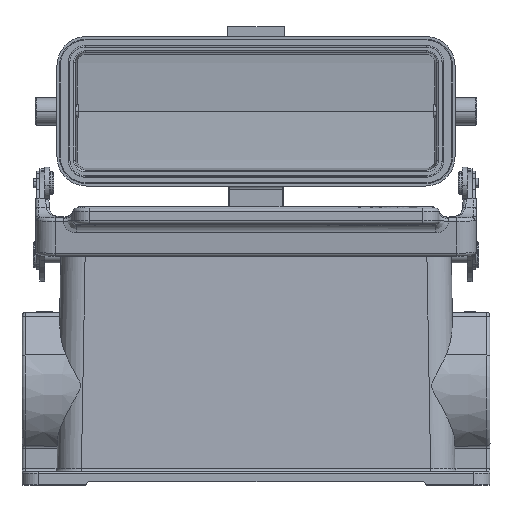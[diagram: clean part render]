
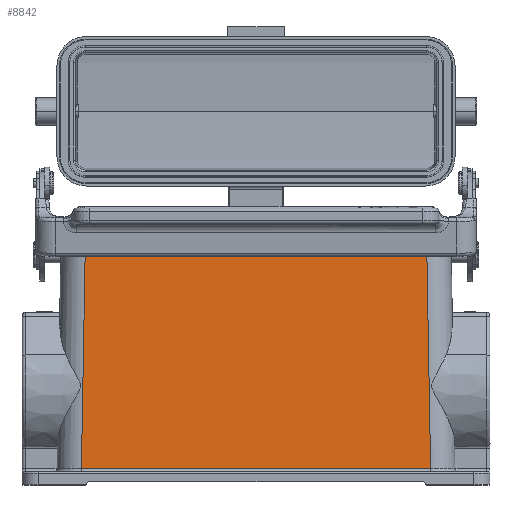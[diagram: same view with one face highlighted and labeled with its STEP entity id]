
A CAD part, top view. The second image highlights one B-rep face of the part: STEP entity #8842.
In plain terms, the highlighted planar face has unit normal (0, 0.018, 1).
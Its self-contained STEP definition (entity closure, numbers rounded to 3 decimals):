
#2604=LINE('',#60267,#4905);
#2762=LINE('',#62265,#5063);
#2820=LINE('',#63223,#5121);
#2822=LINE('',#63226,#5123);
#4905=VECTOR('',#46486,1.);
#5063=VECTOR('',#47170,1.);
#5121=VECTOR('',#47434,1.);
#5123=VECTOR('',#47438,1.);
#8842=ADVANCED_FACE('',(#11953),#10668,.T.);
#10668=PLANE('',#41545);
#11953=FACE_OUTER_BOUND('',#14290,.T.);
#14290=EDGE_LOOP('',(#22586,#22587,#22588,#22589));
#22586=ORIENTED_EDGE('',*,*,#35961,.T.);
#22587=ORIENTED_EDGE('',*,*,#36527,.F.);
#22588=ORIENTED_EDGE('',*,*,#36376,.T.);
#22589=ORIENTED_EDGE('',*,*,#36525,.F.);
#31513=VERTEX_POINT('',#60182);
#31527=VERTEX_POINT('',#60255);
#31779=VERTEX_POINT('',#62240);
#31781=VERTEX_POINT('',#62264);
#35961=EDGE_CURVE('',#31527,#31513,#2604,.T.);
#36376=EDGE_CURVE('',#31779,#31781,#2762,.T.);
#36525=EDGE_CURVE('',#31527,#31781,#2820,.T.);
#36527=EDGE_CURVE('',#31779,#31513,#2822,.T.);
#41545=AXIS2_PLACEMENT_3D('',#63227,#47439,#47440);
#46486=DIRECTION('',(-1.,0.,0.));
#47170=DIRECTION('',(1.,0.,0.));
#47434=DIRECTION('',(0.017,-1.,0.017));
#47438=DIRECTION('',(0.017,1.,-0.017));
#47439=DIRECTION('',(0.,0.017,1.));
#47440=DIRECTION('',(0.,-1.,0.017));
#60182=CARTESIAN_POINT('',(20.49,74.509,-6.491));
#60255=CARTESIAN_POINT('',(125.51,74.509,-6.491));
#60267=CARTESIAN_POINT('',(125.51,74.509,-6.491));
#62240=CARTESIAN_POINT('',(19.277,4.983,-5.278));
#62264=CARTESIAN_POINT('',(126.723,4.983,-5.278));
#62265=CARTESIAN_POINT('',(19.277,4.983,-5.278));
#63223=CARTESIAN_POINT('',(125.51,74.509,-6.491));
#63226=CARTESIAN_POINT('',(19.277,4.983,-5.278));
#63227=CARTESIAN_POINT('',(73.,39.746,-5.885));
